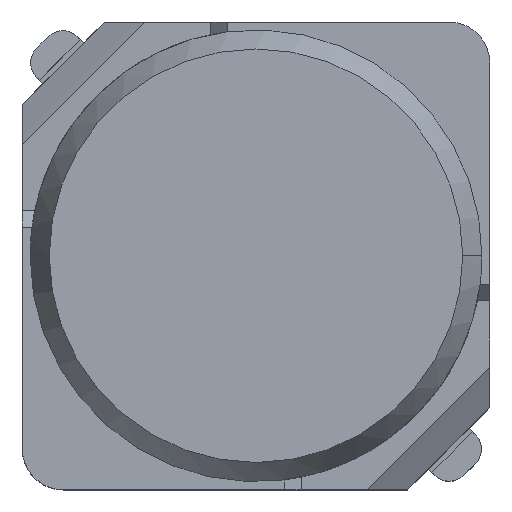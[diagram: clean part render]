
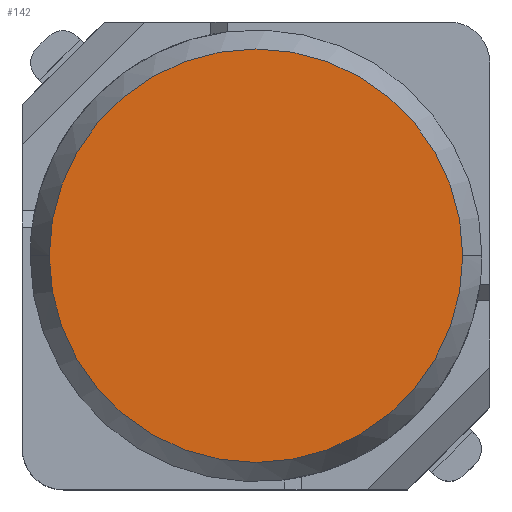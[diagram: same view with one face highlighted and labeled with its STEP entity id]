
A CAD part, top view. The second image highlights one B-rep face of the part: STEP entity #142.
In plain terms, the highlighted planar face has unit normal (0, 0, 1).
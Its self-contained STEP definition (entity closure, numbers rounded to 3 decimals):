
#6 = DIRECTION ( 'NONE',  ( 1., 0., 0. ) ) ;
#63 = EDGE_CURVE ( 'NONE', #438, #2195, #1119, .T. ) ;
#142 = ADVANCED_FACE ( 'NONE', ( #1058 ), #995, .T. ) ;
#209 = ORIENTED_EDGE ( 'NONE', *, *, #63, .T. ) ;
#211 = DIRECTION ( 'NONE',  ( 0., 0., 1. ) ) ;
#251 = CIRCLE ( 'NONE', #345, 2.52 ) ;
#318 = DIRECTION ( 'NONE',  ( 1., 0., 0. ) ) ;
#345 = AXIS2_PLACEMENT_3D ( 'NONE', #631, #413, #6 ) ;
#413 = DIRECTION ( 'NONE',  ( 0., 0., 1. ) ) ;
#438 = VERTEX_POINT ( 'NONE', #997 ) ;
#631 = CARTESIAN_POINT ( 'NONE',  ( 0., 0., 3. ) ) ;
#784 = EDGE_LOOP ( 'NONE', ( #209, #1616 ) ) ;
#995 = PLANE ( 'NONE',  #2716 ) ;
#997 = CARTESIAN_POINT ( 'NONE',  ( -2.52, 0., 3. ) ) ;
#1058 = FACE_OUTER_BOUND ( 'NONE', #784, .T. ) ;
#1119 = CIRCLE ( 'NONE', #1345, 2.52 ) ;
#1260 = CARTESIAN_POINT ( 'NONE',  ( 2.52, 0., 3. ) ) ;
#1345 = AXIS2_PLACEMENT_3D ( 'NONE', #2422, #2245, #318 ) ;
#1616 = ORIENTED_EDGE ( 'NONE', *, *, #1731, .T. ) ;
#1731 = EDGE_CURVE ( 'NONE', #2195, #438, #251, .T. ) ;
#2195 = VERTEX_POINT ( 'NONE', #1260 ) ;
#2245 = DIRECTION ( 'NONE',  ( 0., 0., 1. ) ) ;
#2422 = CARTESIAN_POINT ( 'NONE',  ( 0., 0., 3. ) ) ;
#2475 = CARTESIAN_POINT ( 'NONE',  ( 0., 0., 3. ) ) ;
#2677 = DIRECTION ( 'NONE',  ( 1., 0., 0. ) ) ;
#2716 = AXIS2_PLACEMENT_3D ( 'NONE', #2475, #211, #2677 ) ;
